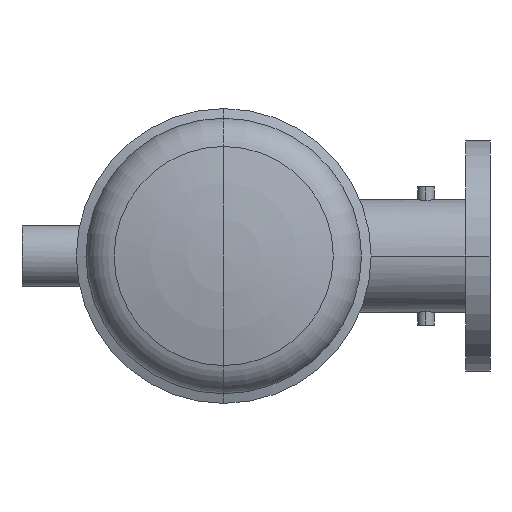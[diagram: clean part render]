
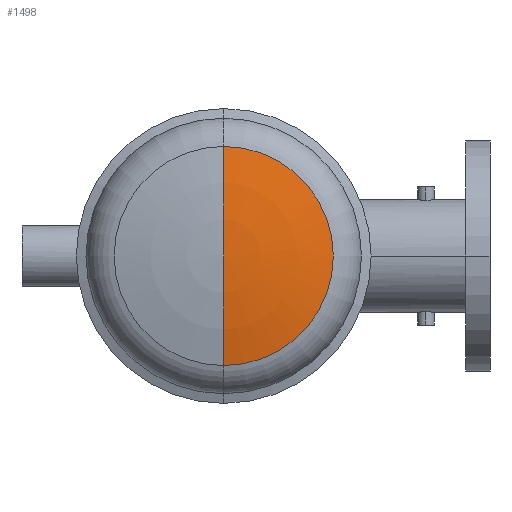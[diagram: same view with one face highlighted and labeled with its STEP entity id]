
A CAD part, left-side view. The second image highlights one B-rep face of the part: STEP entity #1498.
In plain terms, the highlighted toroidal (fillet/blend) face has major radius 0 mm and minor radius 508 mm.
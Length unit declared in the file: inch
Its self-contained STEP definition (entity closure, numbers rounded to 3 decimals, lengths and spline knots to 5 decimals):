
#7 = EDGE_CURVE ( 'NONE', #2226, #2732, #4744, .T. ) ;
#117 = DIRECTION ( 'NONE',  ( -1., 0., 0. ) ) ;
#138 = DIRECTION ( 'NONE',  ( 0., 0., 1. ) ) ;
#516 = DIRECTION ( 'NONE',  ( 0., 0., -1. ) ) ;
#594 = CARTESIAN_POINT ( 'NONE',  ( 19.99927, 0.00337, 0. ) ) ;
#986 = DIRECTION ( 'NONE',  ( 0., -1., 0. ) ) ;
#1058 = CIRCLE ( 'NONE', #5737, 20. ) ;
#1498 = ADVANCED_FACE ( 'NONE', ( #4467 ), #5807, .T. ) ;
#1935 = DIRECTION ( 'NONE',  ( 0., 0., 1. ) ) ;
#2226 = VERTEX_POINT ( 'NONE', #5185 ) ;
#2232 = AXIS2_PLACEMENT_3D ( 'NONE', #4514, #986, #516 ) ;
#2291 = EDGE_LOOP ( 'NONE', ( #5585, #3575, #6523 ) ) ;
#2455 = DIRECTION ( 'NONE',  ( 0., 0., 1. ) ) ;
#2732 = VERTEX_POINT ( 'NONE', #6096 ) ;
#2761 = AXIS2_PLACEMENT_3D ( 'NONE', #2993, #4923, #1935 ) ;
#2884 = EDGE_CURVE ( 'NONE', #2732, #5729, #4131, .T. ) ;
#2993 = CARTESIAN_POINT ( 'NONE',  ( 0.46073, 0.00337, 0. ) ) ;
#3155 = DIRECTION ( 'NONE',  ( 0., 1., 0. ) ) ;
#3575 = ORIENTED_EDGE ( 'NONE', *, *, #7, .T. ) ;
#4131 = CIRCLE ( 'NONE', #2232, 20. ) ;
#4448 = CARTESIAN_POINT ( 'NONE',  ( -0.00073, 0.00337, 0. ) ) ;
#4467 = FACE_OUTER_BOUND ( 'NONE', #2291, .T. ) ;
#4514 = CARTESIAN_POINT ( 'NONE',  ( 19.99927, 0.00337, 0. ) ) ;
#4744 = CIRCLE ( 'NONE', #2761, 4.27144 ) ;
#4923 = DIRECTION ( 'NONE',  ( -1., 0., 0. ) ) ;
#5185 = CARTESIAN_POINT ( 'NONE',  ( 0.46073, 0.00337, -4.27144 ) ) ;
#5276 = AXIS2_PLACEMENT_3D ( 'NONE', #594, #117, #138 ) ;
#5585 = ORIENTED_EDGE ( 'NONE', *, *, #5820, .F. ) ;
#5729 = VERTEX_POINT ( 'NONE', #4448 ) ;
#5737 = AXIS2_PLACEMENT_3D ( 'NONE', #6144, #3155, #2455 ) ;
#5807 = TOROIDAL_SURFACE ( 'NONE', #5276, 0., 20. ) ;
#5820 = EDGE_CURVE ( 'NONE', #2226, #5729, #1058, .T. ) ;
#6096 = CARTESIAN_POINT ( 'NONE',  ( 0.46073, 0.00337, 4.27144 ) ) ;
#6144 = CARTESIAN_POINT ( 'NONE',  ( 19.99927, 0.00337, 0. ) ) ;
#6523 = ORIENTED_EDGE ( 'NONE', *, *, #2884, .T. ) ;
